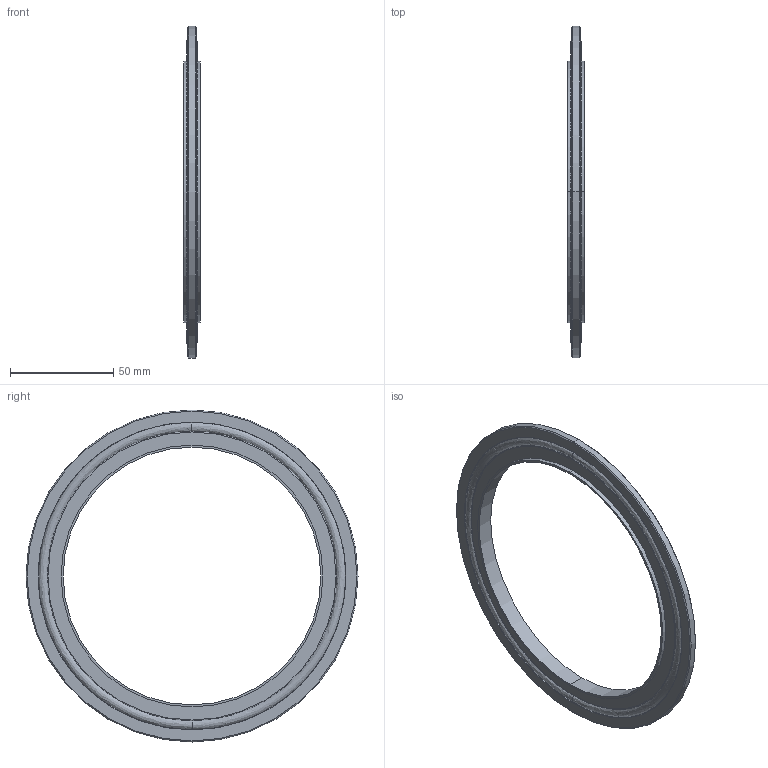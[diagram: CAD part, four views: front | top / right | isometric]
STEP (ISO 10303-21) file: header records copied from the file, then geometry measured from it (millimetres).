
FILE_DESCRIPTION( (''), '2;1');
FILE_NAME ('CAD714.216.HP2125_12209.stp','2016-05-16T13:59:27',(''),(''),'spGate 11.3.9','spGate','');
FILE_SCHEMA (('AUTOMOTIVE_DESIGN'));
Length unit declared in the file: millimetre
Products named in the file (4): Assembly; HP2125-1; HP2125-2; HP2125-3
Assembly tree (3 placements, depth 2):
  Assembly
    HP2125-1
    HP2125-2
    HP2125-3
Bounding box: 8 x 161 x 161 mm (x, y, z)
Volume: 34918.6 mm3; surface area: 30023.4 mm2
Topology: 3 solids, 3 shells, 34 faces, 74 edges, 46 vertices
Faces by surface type: bspline 20, cylinder 8, plane 6
Entity records: 1990 total; most frequent: CARTESIAN_POINT 610, ORIENTED_EDGE 148, DIRECTION 136, COLOUR_RGB 111, PRESENTATION_STYLE_ASSIGNMENT 111, STYLED_ITEM 111, EDGE_CURVE 74, DRAUGHTING_PRE_DEFINED_CURVE_FONT 74
